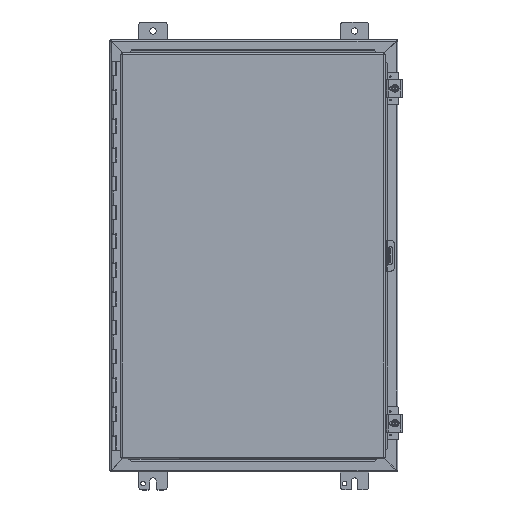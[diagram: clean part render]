
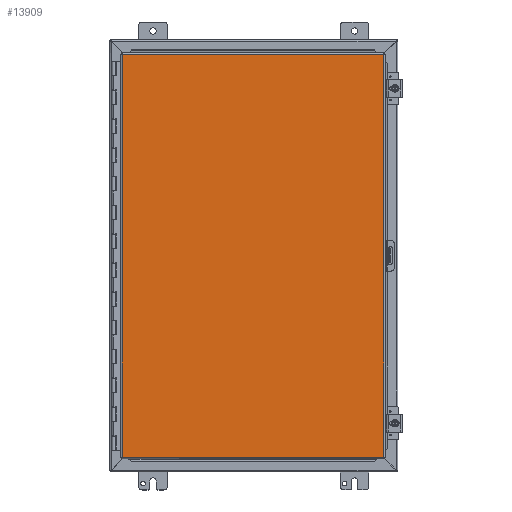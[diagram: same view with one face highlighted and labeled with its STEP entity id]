
A CAD part, top view. The second image highlights one B-rep face of the part: STEP entity #13909.
In plain terms, the highlighted face is planar.
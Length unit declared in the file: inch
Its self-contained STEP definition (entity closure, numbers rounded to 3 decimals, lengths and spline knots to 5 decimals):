
#13066=CARTESIAN_POINT('',(-9.08225,-13.9885,0.));
#13067=VERTEX_POINT('',#13066);
#13078=CARTESIAN_POINT('',(9.08225,-13.9885,0.));
#13079=VERTEX_POINT('',#13078);
#13080=CARTESIAN_POINT('',(9.08225,-13.9885,0.0));
#13081=DIRECTION('',(-1.0,0.0,0.0));
#13082=VECTOR('',#13081,18.1645);
#13083=LINE('',#13080,#13082);
#13084=EDGE_CURVE('',#13079,#13067,#13083,.T.);
#13200=CARTESIAN_POINT('',(-9.08225,13.9885,0.));
#13201=VERTEX_POINT('',#13200);
#13299=CARTESIAN_POINT('',(9.08225,13.9885,0.));
#13300=VERTEX_POINT('',#13299);
#13311=CARTESIAN_POINT('',(-9.08225,13.9885,0.0));
#13312=DIRECTION('',(1.0,0.0,0.0));
#13313=VECTOR('',#13312,18.1645);
#13314=LINE('',#13311,#13313);
#13315=EDGE_CURVE('',#13201,#13300,#13314,.T.);
#13620=CARTESIAN_POINT('',(-9.08225,-13.9885,0.0));
#13621=DIRECTION('',(0.0,1.0,0.0));
#13622=VECTOR('',#13621,27.977);
#13623=LINE('',#13620,#13622);
#13624=EDGE_CURVE('',#13067,#13201,#13623,.T.);
#13714=CARTESIAN_POINT('',(9.08225,13.9885,0.0));
#13715=DIRECTION('',(0.0,-1.0,0.0));
#13716=VECTOR('',#13715,27.977);
#13717=LINE('',#13714,#13716);
#13718=EDGE_CURVE('',#13300,#13079,#13717,.T.);
#13898=CARTESIAN_POINT('',(0.,0.,0.0));
#13899=DIRECTION('',(0.0,0.0,1.0));
#13900=DIRECTION('',(1.0,0.0,0.0));
#13901=AXIS2_PLACEMENT_3D('',#13898,#13899,#13900);
#13902=PLANE('',#13901);
#13903=ORIENTED_EDGE('',*,*,#13624,.T.);
#13904=ORIENTED_EDGE('',*,*,#13315,.T.);
#13905=ORIENTED_EDGE('',*,*,#13718,.T.);
#13906=ORIENTED_EDGE('',*,*,#13084,.T.);
#13907=EDGE_LOOP('',(#13903,#13904,#13905,#13906));
#13908=FACE_OUTER_BOUND('',#13907,.T.);
#13909=ADVANCED_FACE('',(#13908),#13902,.F.);
